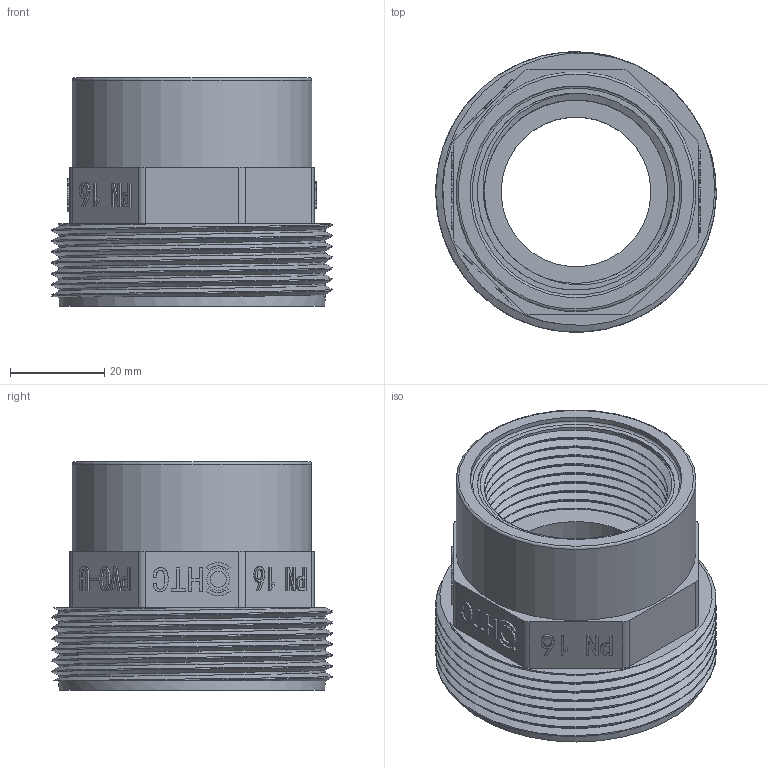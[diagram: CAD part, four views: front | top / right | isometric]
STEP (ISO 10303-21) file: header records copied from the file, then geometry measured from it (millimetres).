
FILE_DESCRIPTION(/* description */ (''),/* implementation_level */ '2;1');
FILE_NAME(/* name */ 'AF0600.SIG.040.step',/* time_stamp */ '2026-01-07T09:06:37+01:00',/* author */ (''),/* organization */ (''),/* preprocessor_version */ 'ST-DEVELOPER v20.1',/* originating_system */ 'Autodesk Translation Framework v14.21.0.0',/* authorisation */ '');
FILE_SCHEMA (('AUTOMOTIVE_DESIGN { 1 0 10303 214 3 1 1 }'));
Length unit declared in the file: millimetre
Products named in the file (1): 2026-01-07-08-00-55-445
Bounding box: 59.61 x 59.61 x 48.6 mm (x, y, z)
Volume: 59257.4 mm3; surface area: 22796.3 mm2
Topology: 1 solids, 1 shells, 324 faces, 854 edges, 569 vertices
Faces by surface type: plane 184, bspline 84, cylinder 54, torus 2
Full cylindrical faces by diameter (mm): 3.438 x1, 4.814 x1, 31.8 x1, 38.952 x8, 40 x1, 41.91 x8, 45 x1, 50 x1, 51 x1, 56.656 x7, 59.614 x6
Entity records: 19248 total; most frequent: CARTESIAN_POINT 11691, ORIENTED_EDGE 1708, DIRECTION 1249, EDGE_CURVE 854, VERTEX_POINT 569, LINE 561, VECTOR 561, EDGE_LOOP 363
